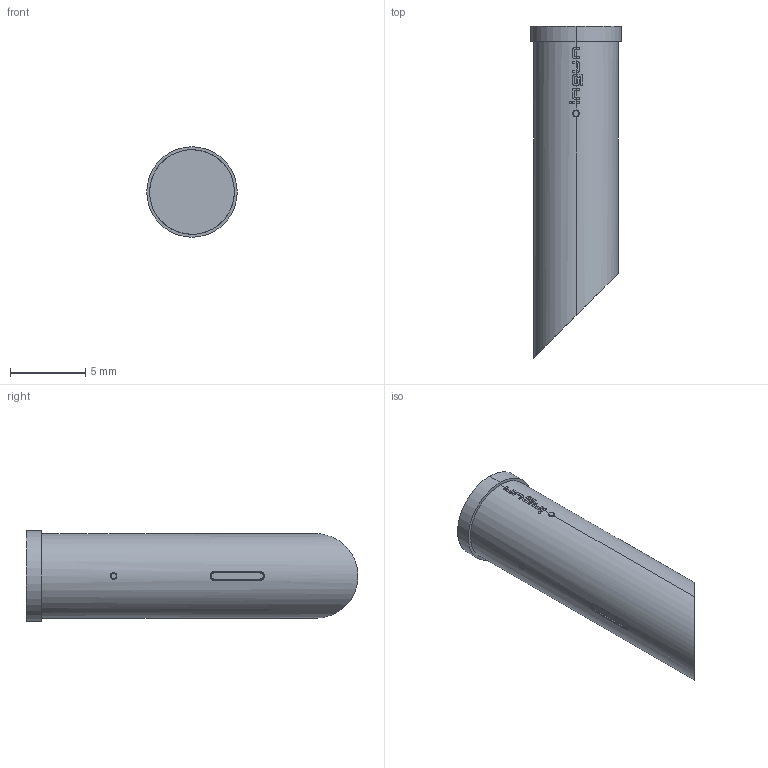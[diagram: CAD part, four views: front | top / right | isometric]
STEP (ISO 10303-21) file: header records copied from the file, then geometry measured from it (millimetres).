
FILE_DESCRIPTION (( 'STEP AP203' ), '1' );
FILE_NAME ('INGUN_RKS-366_23.STEP', '2021-10-19T09:22:39', ( 'ochi' ), ( '' ), 'SwSTEP 2.0', 'SolidWorks 2018', '' );
FILE_SCHEMA (( 'CONFIG_CONTROL_DESIGN' ));
Length unit declared in the file: millimetre
Products named in the file (1): INGUN_RKS-366_23
Bounding box: 6 x 22 x 6 mm (x, y, z)
Volume: 476.2 mm3; surface area: 406.8 mm2
Topology: 1 solids, 1 shells, 146 faces, 387 edges, 249 vertices
Faces by surface type: plane 53, cylinder 47, bspline 34, torus 12
Entity records: 5374 total; most frequent: CARTESIAN_POINT 1910, ORIENTED_EDGE 774, DIRECTION 632, EDGE_CURVE 387, AXIS2_PLACEMENT_3D 260, VERTEX_POINT 249, EDGE_LOOP 152, CIRCLE 147
